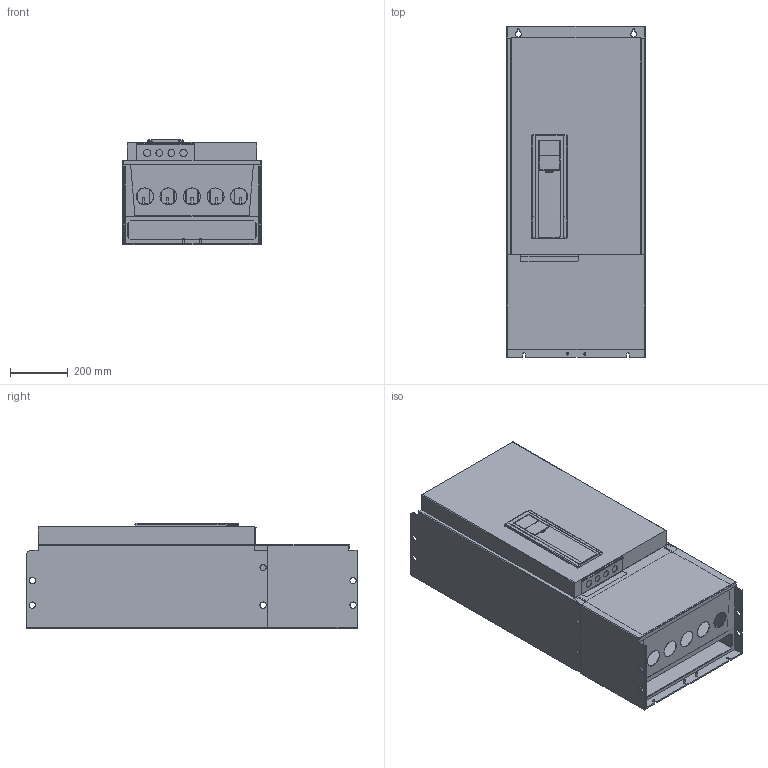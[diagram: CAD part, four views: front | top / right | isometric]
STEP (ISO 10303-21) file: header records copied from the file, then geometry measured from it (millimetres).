
FILE_DESCRIPTION((''),'2;1');
FILE_NAME('MR9_IP21_54_Metric.stp','2009-05-26T11:47:08', ('User'),('SDRC'),'I-DEAS Master Series 9','UNIX','Yes');
FILE_SCHEMA(('AUTOMOTIVE_DESIGN { 1 0 10303 214 1 1 1 1 }'));
Length unit declared in the file: millimetre
Products named in the file (1): MR9_IP21_54_Metric
Bounding box: 480 x 1150 x 365.09 mm (x, y, z)
Volume: 124720606.5 mm3; surface area: 3848865.1 mm2
Topology: 2 solids, 2 shells, 1378 faces, 3558 edges, 2343 vertices
Faces by surface type: bspline 1378
Entity records: 42723 total; most frequent: CARTESIAN_POINT 18192, ORIENTED_EDGE 7108, EDGE_CURVE 3554, OVER_RIDING_STYLED_ITEM 2636, VERTEX_POINT 2343, QUASI_UNIFORM_CURVE 2335, EDGE_LOOP 1589, FACE_OUTER_BOUND 1378
